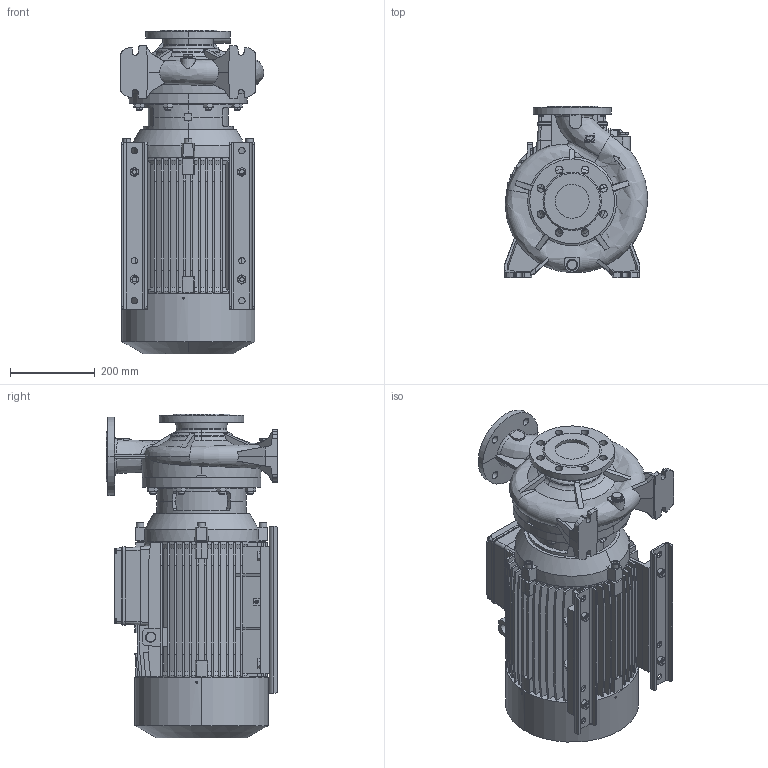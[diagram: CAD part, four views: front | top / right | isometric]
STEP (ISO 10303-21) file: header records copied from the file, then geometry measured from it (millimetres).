
FILE_DESCRIPTION (( 'STEP AP214' ), '1' );
FILE_NAME ('4_93_492_58_REV01.step', '2022-04-20T06:43:20', ( '' ), ( '' ), 'SwSTEP 2.0', 'SolidWorks 2020', '' );
FILE_SCHEMA (( 'AUTOMOTIVE_DESIGN' ));
Length unit declared in the file: millimetre
Products named in the file (2): 4_93_492_58_REV01; Copia di 4_93_492_58_REV01^4_93_492_58_REV01
Assembly tree (1 placements, depth 2):
  4_93_492_58_REV01
    Copia di 4_93_492_58_REV01^4_93_492_58_REV01
Bounding box: 338.06 x 405 x 765 mm (x, y, z)
Volume: 49536261.6 mm3; surface area: 2662211.8 mm2
Topology: 38 solids, 38 shells, 3576 faces, 9691 edges, 6341 vertices
Faces by surface type: plane 1441, bspline 1155, cylinder 528, cone 428, torus 16, sphere 8
Entity records: 261327 total; most frequent: CARTESIAN_POINT 178031, ORIENTED_EDGE 19382, DIRECTION 13399, EDGE_CURVE 9691, VERTEX_POINT 6341, VECTOR 5743, LINE 5743, EDGE_LOOP 3832
